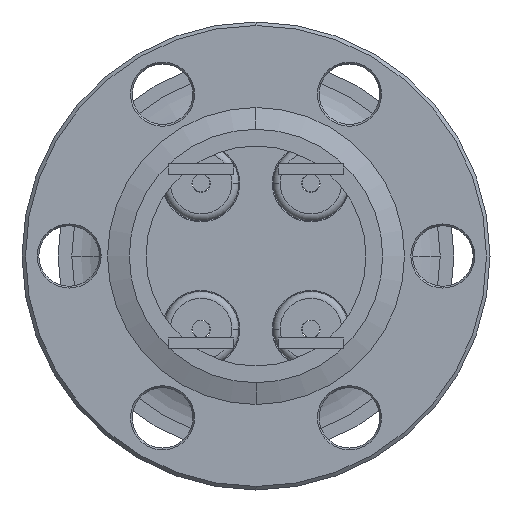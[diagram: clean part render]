
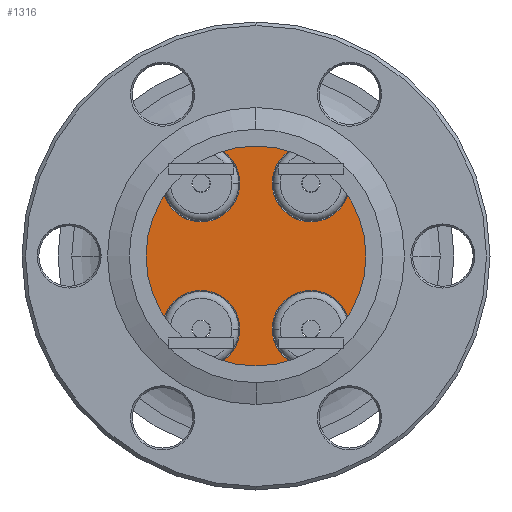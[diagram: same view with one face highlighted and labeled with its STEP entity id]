
A CAD part, left-side view. The second image highlights one B-rep face of the part: STEP entity #1316.
In plain terms, the highlighted face is planar.
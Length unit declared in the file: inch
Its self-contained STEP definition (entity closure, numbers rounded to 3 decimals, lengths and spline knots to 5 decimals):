
#1133 = EDGE_CURVE ( 'NONE', #1134, #1199, #5535, .T. ) ;
#1134 = VERTEX_POINT ( 'NONE', #5826 ) ;
#1142 = EDGE_CURVE ( 'NONE', #1143, #1144, #5945, .T. ) ;
#1143 = VERTEX_POINT ( 'NONE', #5840 ) ;
#1144 = VERTEX_POINT ( 'NONE', #5839 ) ;
#1150 = EDGE_CURVE ( 'NONE', #1151, #1160, #5896, .T. ) ;
#1151 = VERTEX_POINT ( 'NONE', #5917 ) ;
#1160 = VERTEX_POINT ( 'NONE', #5886 ) ;
#1175 = ORIENTED_EDGE ( 'NONE', *, *, #1295, .T. ) ;
#1176 = ORIENTED_EDGE ( 'NONE', *, *, #1177, .T. ) ;
#1177 = EDGE_CURVE ( 'NONE', #1311, #1306, #5864, .T. ) ;
#1189 = VERTEX_POINT ( 'NONE', #5817 ) ;
#1199 = VERTEX_POINT ( 'NONE', #5788 ) ;
#1208 = EDGE_CURVE ( 'NONE', #1144, #1143, #5774, .T. ) ;
#1209 = ORIENTED_EDGE ( 'NONE', *, *, #1253, .T. ) ;
#1211 = ORIENTED_EDGE ( 'NONE', *, *, #1379, .T. ) ;
#1251 = VERTEX_POINT ( 'NONE', #7262 ) ;
#1253 = EDGE_CURVE ( 'NONE', #1189, #1251, #7261, .T. ) ;
#1295 = EDGE_CURVE ( 'NONE', #1306, #1311, #7166, .T. ) ;
#1306 = VERTEX_POINT ( 'NONE', #7112 ) ;
#1311 = VERTEX_POINT ( 'NONE', #7107 ) ;
#1315 = EDGE_LOOP ( 'NONE', ( #1332, #1333 ) ) ;
#1316 = ADVANCED_FACE ( 'NONE', ( #7102, #7101, #7100, #7099, #7098 ), #7097, .T. ) ;
#1324 = EDGE_LOOP ( 'NONE', ( #1209, #1211 ) ) ;
#1325 = EDGE_CURVE ( 'NONE', #1199, #1134, #7072, .T. ) ;
#1326 = EDGE_LOOP ( 'NONE', ( #1339, #1334 ) ) ;
#1327 = ORIENTED_EDGE ( 'NONE', *, *, #1208, .T. ) ;
#1328 = ORIENTED_EDGE ( 'NONE', *, *, #1142, .T. ) ;
#1332 = ORIENTED_EDGE ( 'NONE', *, *, #1133, .T. ) ;
#1333 = ORIENTED_EDGE ( 'NONE', *, *, #1325, .T. ) ;
#1334 = ORIENTED_EDGE ( 'NONE', *, *, #1335, .T. ) ;
#1335 = EDGE_CURVE ( 'NONE', #1160, #1151, #7062, .T. ) ;
#1336 = EDGE_LOOP ( 'NONE', ( #1327, #1328 ) ) ;
#1338 = EDGE_LOOP ( 'NONE', ( #1175, #1176 ) ) ;
#1339 = ORIENTED_EDGE ( 'NONE', *, *, #1150, .T. ) ;
#1379 = EDGE_CURVE ( 'NONE', #1251, #1189, #7045, .T. ) ;
#5531 = DIRECTION ( 'NONE',  ( 0., 0., -1. ) ) ;
#5532 = DIRECTION ( 'NONE',  ( -1., 0., 0. ) ) ;
#5533 = CARTESIAN_POINT ( 'NONE',  ( 0.05, -0.207, 0.156 ) ) ;
#5534 = AXIS2_PLACEMENT_3D ( 'NONE', #5533, #5532, #5531 ) ;
#5535 = CIRCLE ( 'NONE', #5534, 0.10998 ) ;
#5770 = DIRECTION ( 'NONE',  ( 0., 0., -1. ) ) ;
#5771 = DIRECTION ( 'NONE',  ( 1., 0., 0. ) ) ;
#5772 = CARTESIAN_POINT ( 'NONE',  ( 0.05, 0., 0. ) ) ;
#5773 = AXIS2_PLACEMENT_3D ( 'NONE', #5772, #5771, #5770 ) ;
#5774 = CIRCLE ( 'NONE', #5773, 0.479 ) ;
#5788 = CARTESIAN_POINT ( 'NONE',  ( 0.05, -0.207, 0.26598 ) ) ;
#5817 = CARTESIAN_POINT ( 'NONE',  ( 0.05, 0.208, -0.26598 ) ) ;
#5826 = CARTESIAN_POINT ( 'NONE',  ( 0.05, -0.207, 0.04602 ) ) ;
#5839 = CARTESIAN_POINT ( 'NONE',  ( 0.05, 0., 0.479 ) ) ;
#5840 = CARTESIAN_POINT ( 'NONE',  ( 0.05, 0., -0.479 ) ) ;
#5841 = DIRECTION ( 'NONE',  ( 0., 0., -1. ) ) ;
#5842 = DIRECTION ( 'NONE',  ( 1., 0., 0. ) ) ;
#5843 = CARTESIAN_POINT ( 'NONE',  ( 0.05, 0., 0. ) ) ;
#5844 = AXIS2_PLACEMENT_3D ( 'NONE', #5843, #5842, #5841 ) ;
#5860 = DIRECTION ( 'NONE',  ( 0., 0., -1. ) ) ;
#5861 = DIRECTION ( 'NONE',  ( -1., 0., 0. ) ) ;
#5862 = CARTESIAN_POINT ( 'NONE',  ( 0.05, -0.207, -0.156 ) ) ;
#5863 = AXIS2_PLACEMENT_3D ( 'NONE', #5862, #5861, #5860 ) ;
#5864 = CIRCLE ( 'NONE', #5863, 0.10998 ) ;
#5886 = CARTESIAN_POINT ( 'NONE',  ( 0.05, 0.208, 0.26598 ) ) ;
#5895 = CARTESIAN_POINT ( 'NONE',  ( 0.05, 0.208, 0.156 ) ) ;
#5896 = CIRCLE ( 'NONE', #5920, 0.10998 ) ;
#5917 = CARTESIAN_POINT ( 'NONE',  ( 0.05, 0.208, 0.04602 ) ) ;
#5918 = DIRECTION ( 'NONE',  ( 0., 0., -1. ) ) ;
#5919 = DIRECTION ( 'NONE',  ( -1., 0., 0. ) ) ;
#5920 = AXIS2_PLACEMENT_3D ( 'NONE', #5895, #5919, #5918 ) ;
#5945 = CIRCLE ( 'NONE', #5844, 0.479 ) ;
#7038 = DIRECTION ( 'NONE',  ( 0., 0., -1. ) ) ;
#7039 = DIRECTION ( 'NONE',  ( -1., 0., 0. ) ) ;
#7040 = CARTESIAN_POINT ( 'NONE',  ( 0.05, 0.208, -0.156 ) ) ;
#7041 = AXIS2_PLACEMENT_3D ( 'NONE', #7040, #7039, #7038 ) ;
#7045 = CIRCLE ( 'NONE', #7041, 0.10998 ) ;
#7058 = DIRECTION ( 'NONE',  ( 0., 0., -1. ) ) ;
#7059 = DIRECTION ( 'NONE',  ( -1., 0., 0. ) ) ;
#7060 = CARTESIAN_POINT ( 'NONE',  ( 0.05, 0.208, 0.156 ) ) ;
#7061 = AXIS2_PLACEMENT_3D ( 'NONE', #7060, #7059, #7058 ) ;
#7062 = CIRCLE ( 'NONE', #7061, 0.10998 ) ;
#7068 = DIRECTION ( 'NONE',  ( 0., 0., -1. ) ) ;
#7069 = DIRECTION ( 'NONE',  ( -1., 0., 0. ) ) ;
#7070 = CARTESIAN_POINT ( 'NONE',  ( 0.05, -0.207, 0.156 ) ) ;
#7071 = AXIS2_PLACEMENT_3D ( 'NONE', #7070, #7069, #7068 ) ;
#7072 = CIRCLE ( 'NONE', #7071, 0.10998 ) ;
#7092 = DIRECTION ( 'NONE',  ( 0., 0., -1. ) ) ;
#7093 = DIRECTION ( 'NONE',  ( 1., 0., 0. ) ) ;
#7094 = AXIS2_PLACEMENT_3D ( 'NONE', #7096, #7093, #7092 ) ;
#7096 = CARTESIAN_POINT ( 'NONE',  ( 0.05, 0., 0. ) ) ;
#7097 = PLANE ( 'NONE',  #7094 ) ;
#7098 = FACE_OUTER_BOUND ( 'NONE', #1336, .T. ) ;
#7099 = FACE_BOUND ( 'NONE', #1326, .T. ) ;
#7100 = FACE_BOUND ( 'NONE', #1315, .T. ) ;
#7101 = FACE_BOUND ( 'NONE', #1324, .T. ) ;
#7102 = FACE_BOUND ( 'NONE', #1338, .T. ) ;
#7107 = CARTESIAN_POINT ( 'NONE',  ( 0.05, -0.207, -0.04602 ) ) ;
#7112 = CARTESIAN_POINT ( 'NONE',  ( 0.05, -0.207, -0.26598 ) ) ;
#7157 = DIRECTION ( 'NONE',  ( 0., 0., -1. ) ) ;
#7158 = DIRECTION ( 'NONE',  ( -1., 0., 0. ) ) ;
#7159 = CARTESIAN_POINT ( 'NONE',  ( 0.05, -0.207, -0.156 ) ) ;
#7160 = AXIS2_PLACEMENT_3D ( 'NONE', #7159, #7158, #7157 ) ;
#7166 = CIRCLE ( 'NONE', #7160, 0.10998 ) ;
#7257 = DIRECTION ( 'NONE',  ( 0., 0., -1. ) ) ;
#7258 = DIRECTION ( 'NONE',  ( -1., 0., 0. ) ) ;
#7259 = CARTESIAN_POINT ( 'NONE',  ( 0.05, 0.208, -0.156 ) ) ;
#7260 = AXIS2_PLACEMENT_3D ( 'NONE', #7259, #7258, #7257 ) ;
#7261 = CIRCLE ( 'NONE', #7260, 0.10998 ) ;
#7262 = CARTESIAN_POINT ( 'NONE',  ( 0.05, 0.208, -0.04602 ) ) ;
